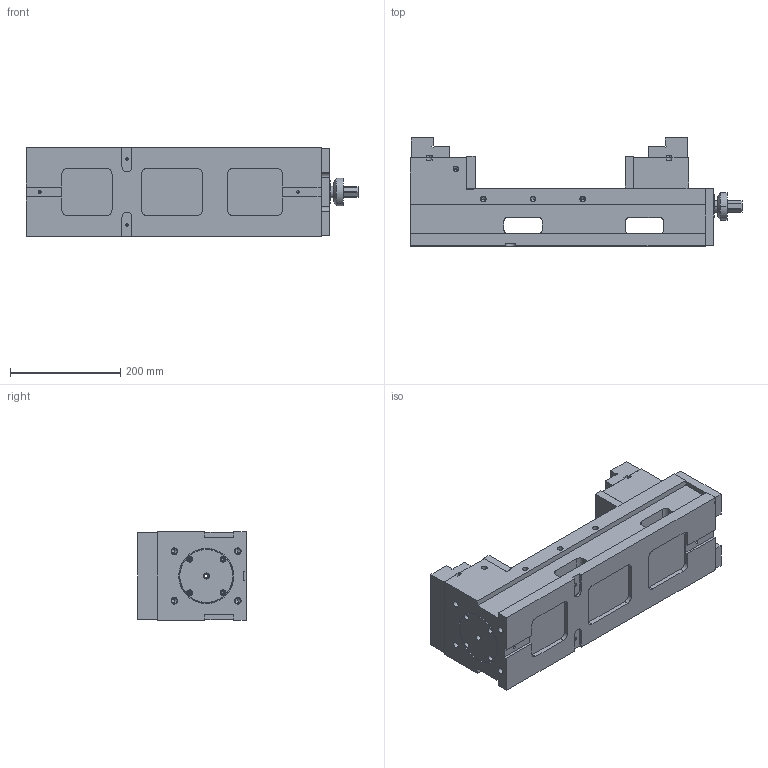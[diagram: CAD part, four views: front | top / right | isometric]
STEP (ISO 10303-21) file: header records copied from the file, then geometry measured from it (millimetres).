
FILE_DESCRIPTION (( 'STEP AP203' ), '1' );
FILE_NAME ('HPAC-160S.STEP', '2020-01-30T03:46:08', ( 'WinXP' ), ( 'MyPC' ), 'SwSTEP 2.0', 'SolidWorks 2010', '' );
FILE_SCHEMA (( 'CONFIG_CONTROL_DESIGN' ));
Length unit declared in the file: millimetre
Products named in the file (1): HPAC-160S
Bounding box: 602 x 196 x 161 mm (x, y, z)
Volume: 8017656.5 mm3; surface area: 929125.2 mm2
Topology: 18 solids, 18 shells, 843 faces, 2148 edges, 1369 vertices
Faces by surface type: cylinder 408, plane 349, cone 86
Entity records: 25703 total; most frequent: CARTESIAN_POINT 4745, DIRECTION 4574, ORIENTED_EDGE 4148, EDGE_CURVE 2074, AXIS2_PLACEMENT_3D 1686, VERTEX_POINT 1369, VECTOR 1202, LINE 1202
